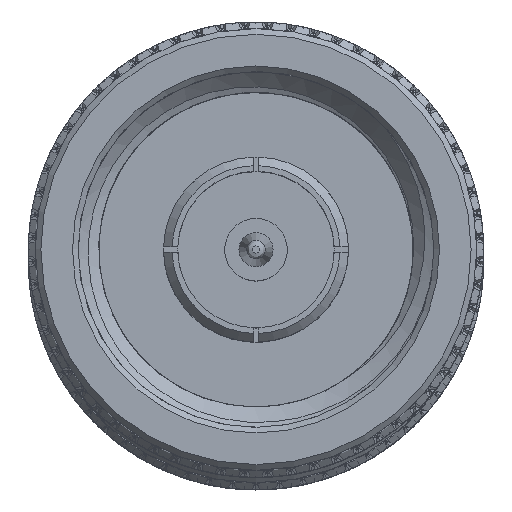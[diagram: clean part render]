
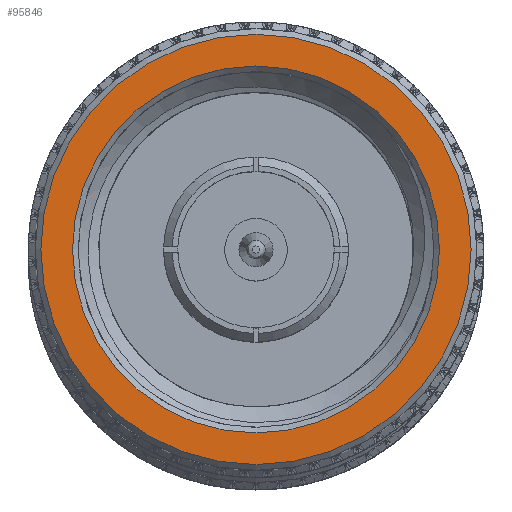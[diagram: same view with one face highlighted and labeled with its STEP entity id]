
A CAD part, top view. The second image highlights one B-rep face of the part: STEP entity #95846.
In plain terms, the highlighted face is planar.
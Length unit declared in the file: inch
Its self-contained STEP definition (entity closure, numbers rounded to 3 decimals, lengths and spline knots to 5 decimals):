
#24018 = FACE_OUTER_BOUND ( 'NONE', #74904, .T. ) ;
#26236 = DIRECTION ( 'NONE',  ( 0., -1., 0. ) ) ;
#43187 = CARTESIAN_POINT ( 'NONE',  ( 0., 0.38809, 0. ) ) ;
#46273 = DIRECTION ( 'NONE',  ( 1., 0., 0. ) ) ;
#46640 = DIRECTION ( 'NONE',  ( 0., -1., 0. ) ) ;
#52471 = DIRECTION ( 'NONE',  ( 0., -1., 0. ) ) ;
#56908 = EDGE_CURVE ( 'NONE', #90470, #90470, #68224, .T. ) ;
#58894 = AXIS2_PLACEMENT_3D ( 'NONE', #43187, #76316, #26236 ) ;
#60719 = CARTESIAN_POINT ( 'NONE',  ( 0., 0., 0. ) ) ;
#61203 = CARTESIAN_POINT ( 'NONE',  ( 0., -0.3225, 0. ) ) ;
#63112 = FACE_BOUND ( 'NONE', #105884, .T. ) ;
#63461 = CARTESIAN_POINT ( 'NONE',  ( 0., -0.37809, 0. ) ) ;
#68224 = CIRCLE ( 'NONE', #71978, 0.3225 ) ;
#71978 = AXIS2_PLACEMENT_3D ( 'NONE', #97842, #46273, #46640 ) ;
#73217 = ORIENTED_EDGE ( 'NONE', *, *, #107069, .T. ) ;
#73245 = AXIS2_PLACEMENT_3D ( 'NONE', #60719, #76586, #52471 ) ;
#74253 = VERTEX_POINT ( 'NONE', #63461 ) ;
#74904 = EDGE_LOOP ( 'NONE', ( #73217 ) ) ;
#76316 = DIRECTION ( 'NONE',  ( -1., 0., 0. ) ) ;
#76586 = DIRECTION ( 'NONE',  ( -1., 0., 0. ) ) ;
#90470 = VERTEX_POINT ( 'NONE', #61203 ) ;
#95137 = PLANE ( 'NONE',  #58894 ) ;
#95846 = ADVANCED_FACE ( 'NONE', ( #63112, #24018 ), #95137, .T. ) ;
#97842 = CARTESIAN_POINT ( 'NONE',  ( 0., 0., 0. ) ) ;
#105884 = EDGE_LOOP ( 'NONE', ( #106394 ) ) ;
#106394 = ORIENTED_EDGE ( 'NONE', *, *, #56908, .T. ) ;
#107069 = EDGE_CURVE ( 'NONE', #74253, #74253, #109183, .T. ) ;
#109183 = CIRCLE ( 'NONE', #73245, 0.37809 ) ;
